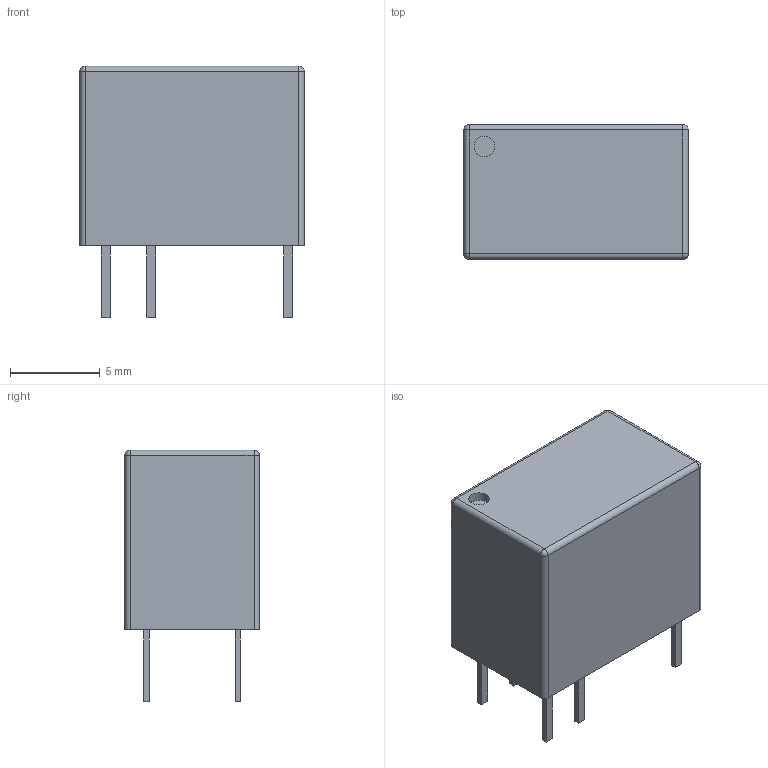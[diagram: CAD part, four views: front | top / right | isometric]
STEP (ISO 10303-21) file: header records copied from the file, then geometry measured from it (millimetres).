
FILE_DESCRIPTION (( 'STEP AP214' ), '1' );
FILE_NAME ('RELAY-TH_JRC-23FHDC5V.step', '2022-07-09T13:39:55', ( '' ), ( '' ), 'SwSTEP 2.0', 'SolidWorks 2020', '' );
FILE_SCHEMA (( 'AUTOMOTIVE_DESIGN' ));
Length unit declared in the file: millimetre
Products named in the file (1): RELAY-TH_JRC-23FHDC5V
Bounding box: 12.5 x 7.51 x 14 mm (x, y, z)
Volume: 938.8 mm3; surface area: 620.8 mm2
Topology: 1 solids, 1 shells, 334 faces, 889 edges, 586 vertices
Faces by surface type: plane 208, bspline 112, cylinder 10, sphere 4
Entity records: 14130 total; most frequent: CARTESIAN_POINT 3910, ORIENTED_EDGE 1770, DIRECTION 1123, EDGE_CURVE 885, LINE 637, VECTOR 637, VERTEX_POINT 586, EDGE_LOOP 367
